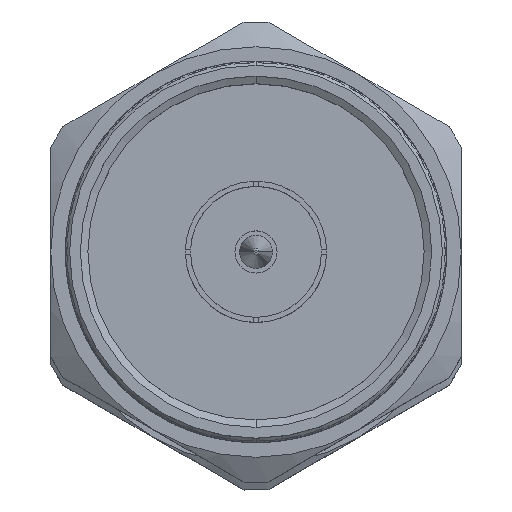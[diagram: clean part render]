
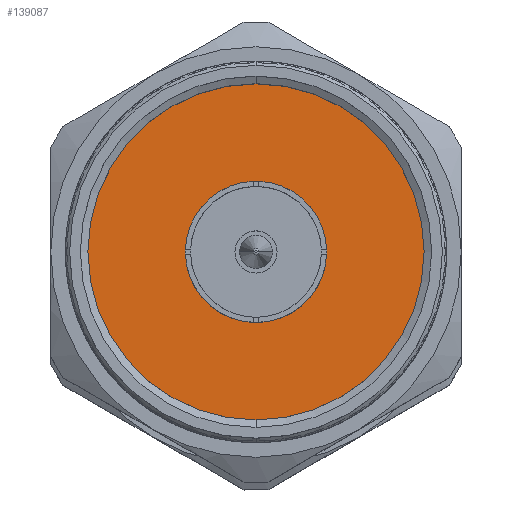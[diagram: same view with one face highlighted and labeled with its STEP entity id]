
A CAD part, top view. The second image highlights one B-rep face of the part: STEP entity #139087.
In plain terms, the highlighted face is planar.
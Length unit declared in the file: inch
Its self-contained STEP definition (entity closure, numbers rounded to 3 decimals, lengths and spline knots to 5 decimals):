
#2351 = CIRCLE ( 'NONE', #58037, 0.38085 ) ;
#3842 = CARTESIAN_POINT ( 'NONE',  ( -0.69878, 0., 0. ) ) ;
#6009 = CARTESIAN_POINT ( 'NONE',  ( -0.69878, -0.15308, 0. ) ) ;
#8261 = CARTESIAN_POINT ( 'NONE',  ( -0.69878, 0.38085, 0. ) ) ;
#11645 = CARTESIAN_POINT ( 'NONE',  ( -0.69878, 0., 0. ) ) ;
#15869 = CIRCLE ( 'NONE', #106151, 0.15308 ) ;
#17745 = VERTEX_POINT ( 'NONE', #6009 ) ;
#20683 = DIRECTION ( 'NONE',  ( -1., 0., 0. ) ) ;
#29541 = DIRECTION ( 'NONE',  ( 0., 1., 0. ) ) ;
#31177 = DIRECTION ( 'NONE',  ( 1., 0., 0. ) ) ;
#31369 = AXIS2_PLACEMENT_3D ( 'NONE', #116260, #41434, #142850 ) ;
#33143 = CARTESIAN_POINT ( 'NONE',  ( -0.69878, 0.38085, 0. ) ) ;
#34662 = VERTEX_POINT ( 'NONE', #8261 ) ;
#38803 = AXIS2_PLACEMENT_3D ( 'NONE', #33143, #20683, #121235 ) ;
#39170 = CARTESIAN_POINT ( 'NONE',  ( -0.69878, 0., 0. ) ) ;
#41434 = DIRECTION ( 'NONE',  ( -1., 0., 0. ) ) ;
#44908 = EDGE_CURVE ( 'NONE', #150736, #34662, #97237, .T. ) ;
#51492 = DIRECTION ( 'NONE',  ( 0., 1., 0. ) ) ;
#58037 = AXIS2_PLACEMENT_3D ( 'NONE', #3842, #31177, #29541 ) ;
#78197 = DIRECTION ( 'NONE',  ( 0., -1., 0. ) ) ;
#79537 = CARTESIAN_POINT ( 'NONE',  ( -0.69878, 0.15308, 0. ) ) ;
#80561 = EDGE_CURVE ( 'NONE', #17745, #123002, #156218, .T. ) ;
#81354 = ORIENTED_EDGE ( 'NONE', *, *, #83038, .F. ) ;
#83038 = EDGE_CURVE ( 'NONE', #34662, #150736, #2351, .T. ) ;
#83060 = PLANE ( 'NONE',  #38803 ) ;
#97237 = CIRCLE ( 'NONE', #113123, 0.38085 ) ;
#102270 = EDGE_LOOP ( 'NONE', ( #81354, #144243 ) ) ;
#103232 = ORIENTED_EDGE ( 'NONE', *, *, #156026, .F. ) ;
#106151 = AXIS2_PLACEMENT_3D ( 'NONE', #39170, #143004, #78197 ) ;
#113123 = AXIS2_PLACEMENT_3D ( 'NONE', #11645, #126306, #51492 ) ;
#114213 = CARTESIAN_POINT ( 'NONE',  ( -0.69878, -0.38085, 0. ) ) ;
#116260 = CARTESIAN_POINT ( 'NONE',  ( -0.69878, 0., 0. ) ) ;
#121235 = DIRECTION ( 'NONE',  ( 0., -1., 0. ) ) ;
#122891 = FACE_OUTER_BOUND ( 'NONE', #102270, .T. ) ;
#123002 = VERTEX_POINT ( 'NONE', #79537 ) ;
#126306 = DIRECTION ( 'NONE',  ( 1., 0., 0. ) ) ;
#130191 = EDGE_LOOP ( 'NONE', ( #103232, #160315 ) ) ;
#139087 = ADVANCED_FACE ( 'NONE', ( #158684, #122891 ), #83060, .T. ) ;
#142850 = DIRECTION ( 'NONE',  ( 0., -1., 0. ) ) ;
#143004 = DIRECTION ( 'NONE',  ( -1., 0., 0. ) ) ;
#144243 = ORIENTED_EDGE ( 'NONE', *, *, #44908, .F. ) ;
#150736 = VERTEX_POINT ( 'NONE', #114213 ) ;
#156026 = EDGE_CURVE ( 'NONE', #123002, #17745, #15869, .T. ) ;
#156218 = CIRCLE ( 'NONE', #31369, 0.15308 ) ;
#158684 = FACE_BOUND ( 'NONE', #130191, .T. ) ;
#160315 = ORIENTED_EDGE ( 'NONE', *, *, #80561, .F. ) ;
